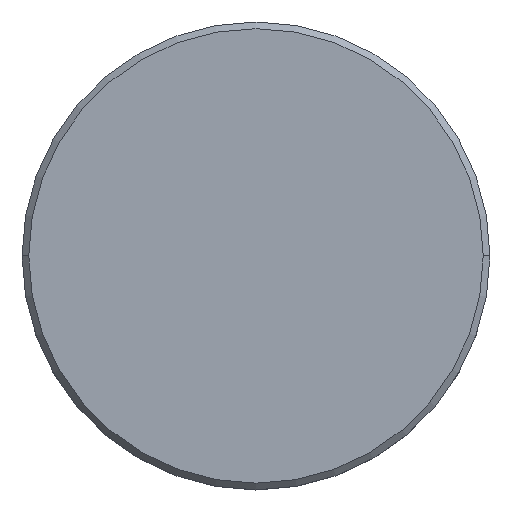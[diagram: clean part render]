
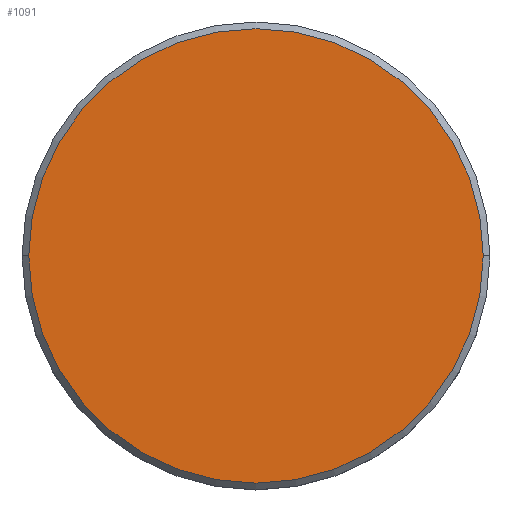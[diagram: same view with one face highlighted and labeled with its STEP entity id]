
A CAD part, top view. The second image highlights one B-rep face of the part: STEP entity #1091.
In plain terms, the highlighted planar face has unit normal (0, 0, 1).
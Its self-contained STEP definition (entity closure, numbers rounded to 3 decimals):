
#4 = CARTESIAN_POINT ( 'NONE',  ( 0., 0., 0. ) ) ;
#94 = CIRCLE ( 'NONE', #694, 17. ) ;
#139 = EDGE_CURVE ( 'NONE', #796, #1153, #94, .T. ) ;
#178 = CARTESIAN_POINT ( 'NONE',  ( 0., 0., 0. ) ) ;
#254 = CARTESIAN_POINT ( 'NONE',  ( 17., 0., 0. ) ) ;
#258 = CARTESIAN_POINT ( 'NONE',  ( 0., 0., 0. ) ) ;
#284 = DIRECTION ( 'NONE',  ( 1., 0., 0. ) ) ;
#285 = EDGE_LOOP ( 'NONE', ( #378, #342 ) ) ;
#319 = EDGE_CURVE ( 'NONE', #1153, #796, #772, .T. ) ;
#342 = ORIENTED_EDGE ( 'NONE', *, *, #319, .T. ) ;
#359 = DIRECTION ( 'NONE',  ( 0., 0., 1. ) ) ;
#366 = DIRECTION ( 'NONE',  ( 1., 0., 0. ) ) ;
#378 = ORIENTED_EDGE ( 'NONE', *, *, #139, .T. ) ;
#449 = PLANE ( 'NONE',  #545 ) ;
#545 = AXIS2_PLACEMENT_3D ( 'NONE', #258, #359, #1082 ) ;
#599 = AXIS2_PLACEMENT_3D ( 'NONE', #178, #1025, #366 ) ;
#652 = DIRECTION ( 'NONE',  ( 0., 0., 1. ) ) ;
#694 = AXIS2_PLACEMENT_3D ( 'NONE', #4, #652, #284 ) ;
#772 = CIRCLE ( 'NONE', #599, 17. ) ;
#796 = VERTEX_POINT ( 'NONE', #847 ) ;
#847 = CARTESIAN_POINT ( 'NONE',  ( -17., 0., 0. ) ) ;
#1001 = FACE_OUTER_BOUND ( 'NONE', #285, .T. ) ;
#1025 = DIRECTION ( 'NONE',  ( 0., 0., 1. ) ) ;
#1082 = DIRECTION ( 'NONE',  ( 1., 0., 0. ) ) ;
#1091 = ADVANCED_FACE ( 'NONE', ( #1001 ), #449, .T. ) ;
#1153 = VERTEX_POINT ( 'NONE', #254 ) ;
